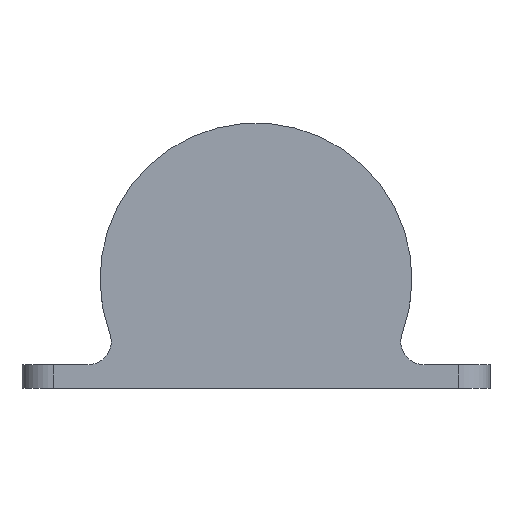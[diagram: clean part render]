
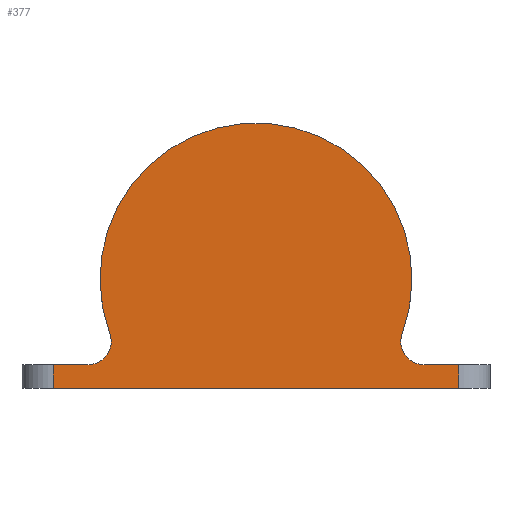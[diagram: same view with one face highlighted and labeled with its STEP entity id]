
A CAD part, top view. The second image highlights one B-rep face of the part: STEP entity #377.
In plain terms, the highlighted planar face has unit normal (0, 0, 1).
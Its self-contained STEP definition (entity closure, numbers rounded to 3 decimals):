
#26=PLANE('',#442);
#55=FACE_OUTER_BOUND('',#79,.T.);
#79=EDGE_LOOP('',(#337,#338,#339,#340,#341,#342,#343,#344));
#91=LINE('',#614,#118);
#94=LINE('',#631,#121);
#99=LINE('',#646,#126);
#102=LINE('',#655,#129);
#104=LINE('',#658,#131);
#118=VECTOR('',#496,10.);
#121=VECTOR('',#515,10.);
#126=VECTOR('',#528,10.);
#129=VECTOR('',#539,10.);
#131=VECTOR('',#543,10.);
#148=CIRCLE('',#416,3.);
#152=CIRCLE('',#422,3.);
#153=CIRCLE('',#424,20.);
#175=VERTEX_POINT('',#600);
#176=VERTEX_POINT('',#602);
#180=VERTEX_POINT('',#612);
#183=VERTEX_POINT('',#619);
#184=VERTEX_POINT('',#621);
#186=VERTEX_POINT('',#629);
#192=VERTEX_POINT('',#644);
#194=VERTEX_POINT('',#653);
#215=EDGE_CURVE('',#175,#176,#148,.T.);
#221=EDGE_CURVE('',#175,#180,#91,.T.);
#224=EDGE_CURVE('',#183,#184,#152,.T.);
#226=EDGE_CURVE('',#183,#176,#153,.T.);
#229=EDGE_CURVE('',#186,#180,#94,.T.);
#237=EDGE_CURVE('',#186,#192,#99,.T.);
#241=EDGE_CURVE('',#194,#192,#102,.T.);
#243=EDGE_CURVE('',#194,#184,#104,.T.);
#337=ORIENTED_EDGE('',*,*,#229,.F.);
#338=ORIENTED_EDGE('',*,*,#237,.T.);
#339=ORIENTED_EDGE('',*,*,#241,.F.);
#340=ORIENTED_EDGE('',*,*,#243,.T.);
#341=ORIENTED_EDGE('',*,*,#224,.F.);
#342=ORIENTED_EDGE('',*,*,#226,.T.);
#343=ORIENTED_EDGE('',*,*,#215,.F.);
#344=ORIENTED_EDGE('',*,*,#221,.T.);
#377=ADVANCED_FACE('',(#55),#26,.T.);
#416=AXIS2_PLACEMENT_3D('',#603,#485,#486);
#422=AXIS2_PLACEMENT_3D('',#622,#502,#503);
#424=AXIS2_PLACEMENT_3D('',#625,#507,#508);
#442=AXIS2_PLACEMENT_3D('',#671,#558,#559);
#485=DIRECTION('center_axis',(0.,0.,1.));
#486=DIRECTION('ref_axis',(0.821,-0.571,0.));
#496=DIRECTION('',(-1.,0.,0.));
#502=DIRECTION('center_axis',(0.,0.,1.));
#503=DIRECTION('ref_axis',(-0.821,-0.571,0.));
#507=DIRECTION('center_axis',(0.,0.,1.));
#508=DIRECTION('ref_axis',(0.835,-0.55,0.));
#515=DIRECTION('',(0.,1.,0.));
#528=DIRECTION('',(1.,0.,0.));
#539=DIRECTION('',(0.,-1.,0.));
#543=DIRECTION('',(-1.,0.,0.));
#558=DIRECTION('center_axis',(0.,0.,1.));
#559=DIRECTION('ref_axis',(1.,0.,0.));
#600=CARTESIAN_POINT('',(-21.564,3.,13.5));
#602=CARTESIAN_POINT('',(-18.751,7.043,13.5));
#603=CARTESIAN_POINT('Origin',(-21.564,6.,13.5));
#612=CARTESIAN_POINT('',(-26.,3.,13.5));
#614=CARTESIAN_POINT('',(-16.703,3.,13.5));
#619=CARTESIAN_POINT('',(18.751,7.043,13.5));
#621=CARTESIAN_POINT('',(21.564,3.,13.5));
#622=CARTESIAN_POINT('Origin',(21.564,6.,13.5));
#625=CARTESIAN_POINT('Origin',(0.,14.,13.5));
#629=CARTESIAN_POINT('',(-26.,0.,13.5));
#631=CARTESIAN_POINT('',(-26.,10.,13.5));
#644=CARTESIAN_POINT('',(26.,0.,13.5));
#646=CARTESIAN_POINT('',(-30.,0.,13.5));
#653=CARTESIAN_POINT('',(26.,3.,13.5));
#655=CARTESIAN_POINT('',(26.,8.5,13.5));
#658=CARTESIAN_POINT('',(30.,3.,13.5));
#671=CARTESIAN_POINT('Origin',(0.,17.,13.5));
